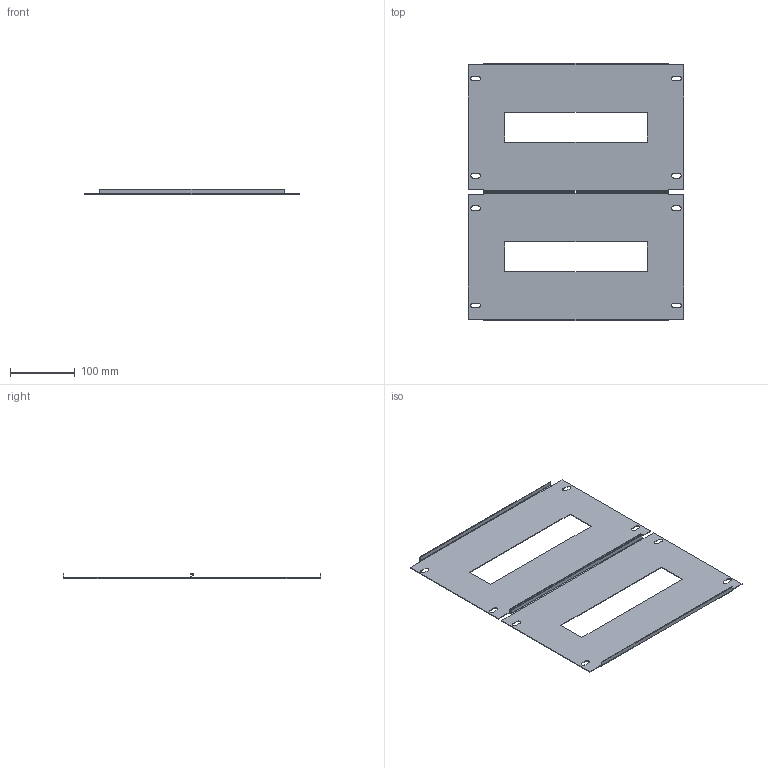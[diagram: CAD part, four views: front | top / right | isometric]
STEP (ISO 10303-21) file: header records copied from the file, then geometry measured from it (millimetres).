
FILE_DESCRIPTION (( 'STEP AP214' ), '1' );
FILE_NAME ('mb-15-mp-2045n Ê-ò ïë-â (2øò) âûñ 200 ïîä 1 óð ìîä àâò äëÿ ÂÐÓ Unit øèðèíîé 450ìì (ÌÈ-2316).STEP', '2021-11-17T11:36:18', ( '' ), ( '' ), 'SwSTEP 2.0', 'SolidWorks 2021', '' );
FILE_SCHEMA (( 'AUTOMOTIVE_DESIGN' ));
Length unit declared in the file: millimetre
Products named in the file (2): mb-15-mp-2045n Ê-ò ïë-â (2øò) âûñ 200 ïîä 1 óð ìîä àâò äëÿ ÂÐÓ Unit øèðèíîé 450ìì (ÌÈ-2316); ÌÈ-2316.00.00.001 Ïëàñòðîí 200 ïîä 1 óðîâåíü ïîä øèðèíó 450ìì_00
Assembly tree (2 placements, depth 2):
  mb-15-mp-2045n Ê-ò ïë-â (2øò) âûñ 200 ïîä 1 óð ìîä àâò äëÿ ÂÐÓ Unit øèðèíîé 450ìì (ÌÈ-2316)
    ÌÈ-2316.00.00.001 Ïëàñòðîí 200 ïîä 1 óðîâåíü ïîä øèðèíó 450ìì_00  x2
Bounding box: 332 x 398 x 8 mm (x, y, z)
Volume: 117252.2 mm3; surface area: 238043.2 mm2
Topology: 2 solids, 2 shells, 108 faces, 280 edges, 176 vertices
Faces by surface type: plane 76, cylinder 32
Entity records: 1722 total; most frequent: DIRECTION 290, CARTESIAN_POINT 287, ORIENTED_EDGE 280, EDGE_CURVE 140, VECTOR 108, LINE 108, AXIS2_PLACEMENT_3D 91, VERTEX_POINT 88
